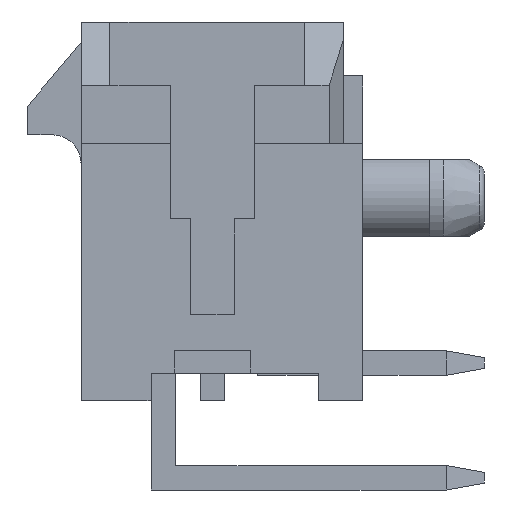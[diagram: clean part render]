
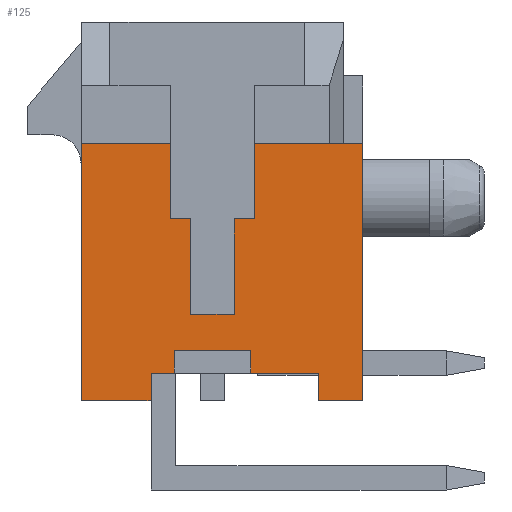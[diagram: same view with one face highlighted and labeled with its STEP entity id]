
A CAD part, left-side view. The second image highlights one B-rep face of the part: STEP entity #125.
In plain terms, the highlighted planar face has unit normal (-1, 0, 0).
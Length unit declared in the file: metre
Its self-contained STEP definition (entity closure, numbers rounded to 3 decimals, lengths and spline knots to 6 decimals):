
#125 = ADVANCED_FACE( '', ( #476 ), #477, .T. );
#476 = FACE_OUTER_BOUND( '', #1027, .T. );
#477 = PLANE( '', #1028 );
#1027 = EDGE_LOOP( '', ( #2038, #2039, #2040, #2041, #2042, #2043, #2044, #2045, #2046, #2047, #2048, #2049, #2050, #2051, #2052, #2053, #2054, #2055, #2056, #2057 ) );
#1028 = AXIS2_PLACEMENT_3D( '', #2058, #2059, #2060 );
#2038 = ORIENTED_EDGE( '', *, *, #3922, .F. );
#2039 = ORIENTED_EDGE( '', *, *, #3973, .T. );
#2040 = ORIENTED_EDGE( '', *, *, #3946, .T. );
#2041 = ORIENTED_EDGE( '', *, *, #3974, .F. );
#2042 = ORIENTED_EDGE( '', *, *, #3646, .T. );
#2043 = ORIENTED_EDGE( '', *, *, #3736, .T. );
#2044 = ORIENTED_EDGE( '', *, *, #3975, .T. );
#2045 = ORIENTED_EDGE( '', *, *, #3976, .T. );
#2046 = ORIENTED_EDGE( '', *, *, #3977, .T. );
#2047 = ORIENTED_EDGE( '', *, *, #3748, .T. );
#2048 = ORIENTED_EDGE( '', *, *, #3978, .F. );
#2049 = ORIENTED_EDGE( '', *, *, #3979, .F. );
#2050 = ORIENTED_EDGE( '', *, *, #3980, .F. );
#2051 = ORIENTED_EDGE( '', *, *, #3981, .T. );
#2052 = ORIENTED_EDGE( '', *, *, #3982, .T. );
#2053 = ORIENTED_EDGE( '', *, *, #3836, .F. );
#2054 = ORIENTED_EDGE( '', *, *, #3983, .T. );
#2055 = ORIENTED_EDGE( '', *, *, #3984, .T. );
#2056 = ORIENTED_EDGE( '', *, *, #3985, .T. );
#2057 = ORIENTED_EDGE( '', *, *, #3832, .F. );
#2058 = CARTESIAN_POINT( '', ( -0.005075, 0.003435, -0.00496 ) );
#2059 = DIRECTION( '', ( -1., 0., 0. ) );
#2060 = DIRECTION( '', ( 0., 0., 1. ) );
#3646 = EDGE_CURVE( '', #4355, #4353, #4356, .T. );
#3736 = EDGE_CURVE( '', #4353, #4529, #4531, .T. );
#3748 = EDGE_CURVE( '', #4553, #4551, #4554, .T. );
#3832 = EDGE_CURVE( '', #4704, #4706, #4707, .T. );
#3836 = EDGE_CURVE( '', #4712, #4714, #4715, .T. );
#3922 = EDGE_CURVE( '', #4869, #4704, #4872, .T. );
#3946 = EDGE_CURVE( '', #4913, #4911, #4914, .T. );
#3973 = EDGE_CURVE( '', #4869, #4913, #4959, .T. );
#3974 = EDGE_CURVE( '', #4355, #4911, #4960, .T. );
#3975 = EDGE_CURVE( '', #4529, #4961, #4962, .T. );
#3976 = EDGE_CURVE( '', #4961, #4963, #4964, .T. );
#3977 = EDGE_CURVE( '', #4963, #4553, #4965, .T. );
#3978 = EDGE_CURVE( '', #4966, #4551, #4967, .T. );
#3979 = EDGE_CURVE( '', #4968, #4966, #4969, .T. );
#3980 = EDGE_CURVE( '', #4970, #4968, #4971, .T. );
#3981 = EDGE_CURVE( '', #4970, #4972, #4973, .T. );
#3982 = EDGE_CURVE( '', #4972, #4714, #4974, .T. );
#3983 = EDGE_CURVE( '', #4712, #4975, #4976, .T. );
#3984 = EDGE_CURVE( '', #4975, #4977, #4978, .T. );
#3985 = EDGE_CURVE( '', #4977, #4706, #4979, .T. );
#4353 = VERTEX_POINT( '', #5505 );
#4355 = VERTEX_POINT( '', #5508 );
#4356 = LINE( '', #5509, #5510 );
#4529 = VERTEX_POINT( '', #5783 );
#4531 = LINE( '', #5786, #5787 );
#4551 = VERTEX_POINT( '', #5817 );
#4553 = VERTEX_POINT( '', #5820 );
#4554 = LINE( '', #5821, #5822 );
#4704 = VERTEX_POINT( '', #6057 );
#4706 = VERTEX_POINT( '', #6060 );
#4707 = LINE( '', #6061, #6062 );
#4712 = VERTEX_POINT( '', #6069 );
#4714 = VERTEX_POINT( '', #6072 );
#4715 = LINE( '', #6073, #6074 );
#4869 = VERTEX_POINT( '', #6337 );
#4872 = LINE( '', #6341, #6342 );
#4911 = VERTEX_POINT( '', #6403 );
#4913 = VERTEX_POINT( '', #6406 );
#4914 = LINE( '', #6407, #6408 );
#4959 = LINE( '', #6485, #6486 );
#4960 = LINE( '', #6487, #6488 );
#4961 = VERTEX_POINT( '', #6489 );
#4962 = LINE( '', #6490, #6491 );
#4963 = VERTEX_POINT( '', #6492 );
#4964 = LINE( '', #6493, #6494 );
#4965 = LINE( '', #6495, #6496 );
#4966 = VERTEX_POINT( '', #6497 );
#4967 = LINE( '', #6498, #6499 );
#4968 = VERTEX_POINT( '', #6500 );
#4969 = LINE( '', #6501, #6502 );
#4970 = VERTEX_POINT( '', #6503 );
#4971 = LINE( '', #6504, #6505 );
#4972 = VERTEX_POINT( '', #6506 );
#4973 = LINE( '', #6507, #6508 );
#4974 = LINE( '', #6509, #6510 );
#4975 = VERTEX_POINT( '', #6511 );
#4976 = LINE( '', #6512, #6513 );
#4977 = VERTEX_POINT( '', #6514 );
#4978 = LINE( '', #6515, #6516 );
#4979 = LINE( '', #6517, #6518 );
#5505 = CARTESIAN_POINT( '', ( -0.005075, -0.0011, -0.0002 ) );
#5508 = CARTESIAN_POINT( '', ( -0.005075, -0.0011, 0.00178 ) );
#5509 = CARTESIAN_POINT( '', ( -0.005075, -0.0011, 0.00178 ) );
#5510 = VECTOR( '', #7423, 1. );
#5783 = CARTESIAN_POINT( '', ( -0.005075, -0.000575, -0.0002 ) );
#5786 = CARTESIAN_POINT( '', ( -0.005075, -0.0011, -0.0002 ) );
#5787 = VECTOR( '', #7522, 1. );
#5817 = CARTESIAN_POINT( '', ( -0.005075, 0.0011, -0.0002 ) );
#5820 = CARTESIAN_POINT( '', ( -0.005075, 0.000575, -0.0002 ) );
#5821 = CARTESIAN_POINT( '', ( -0.005075, 0.000575, -0.0002 ) );
#5822 = VECTOR( '', #7531, 1. );
#6057 = CARTESIAN_POINT( '', ( -0.005075, -0.002775, -0.004235 ) );
#6060 = CARTESIAN_POINT( '', ( -0.005075, -0.001, -0.004235 ) );
#6061 = CARTESIAN_POINT( '', ( -0.005075, -0.002775, -0.004235 ) );
#6062 = VECTOR( '', #7619, 1. );
#6069 = CARTESIAN_POINT( '', ( -0.005075, 0.001, -0.004235 ) );
#6072 = CARTESIAN_POINT( '', ( -0.005075, 0.001605, -0.004235 ) );
#6073 = CARTESIAN_POINT( '', ( -0.005075, 0.001, -0.004235 ) );
#6074 = VECTOR( '', #7623, 1. );
#6337 = CARTESIAN_POINT( '', ( -0.005075, -0.002775, -0.00496 ) );
#6341 = CARTESIAN_POINT( '', ( -0.005075, -0.002775, -0.00496 ) );
#6342 = VECTOR( '', #7710, 1. );
#6403 = CARTESIAN_POINT( '', ( -0.005075, -0.003935, 0.00178 ) );
#6406 = CARTESIAN_POINT( '', ( -0.005075, -0.003935, -0.00496 ) );
#6407 = CARTESIAN_POINT( '', ( -0.005075, -0.003935, -0.00496 ) );
#6408 = VECTOR( '', #7734, 1. );
#6485 = CARTESIAN_POINT( '', ( -0.005075, -0.002775, -0.00496 ) );
#6486 = VECTOR( '', #7759, 1. );
#6487 = CARTESIAN_POINT( '', ( -0.005075, -0.0011, 0.00178 ) );
#6488 = VECTOR( '', #7760, 1. );
#6489 = CARTESIAN_POINT( '', ( -0.005075, -0.000575, -0.0027 ) );
#6490 = CARTESIAN_POINT( '', ( -0.005075, -0.000575, -0.0002 ) );
#6491 = VECTOR( '', #7761, 1. );
#6492 = CARTESIAN_POINT( '', ( -0.005075, 0.000575, -0.0027 ) );
#6493 = CARTESIAN_POINT( '', ( -0.005075, -0.000575, -0.0027 ) );
#6494 = VECTOR( '', #7762, 1. );
#6495 = CARTESIAN_POINT( '', ( -0.005075, 0.000575, -0.0027 ) );
#6496 = VECTOR( '', #7763, 1. );
#6497 = CARTESIAN_POINT( '', ( -0.005075, 0.0011, 0.00178 ) );
#6498 = CARTESIAN_POINT( '', ( -0.005075, 0.0011, 0.00178 ) );
#6499 = VECTOR( '', #7764, 1. );
#6500 = CARTESIAN_POINT( '', ( -0.005075, 0.003435, 0.00178 ) );
#6501 = CARTESIAN_POINT( '', ( -0.005075, 0.003435, 0.00178 ) );
#6502 = VECTOR( '', #7765, 1. );
#6503 = CARTESIAN_POINT( '', ( -0.005075, 0.003435, -0.00496 ) );
#6504 = CARTESIAN_POINT( '', ( -0.005075, 0.003435, -0.00496 ) );
#6505 = VECTOR( '', #7766, 1. );
#6506 = CARTESIAN_POINT( '', ( -0.005075, 0.001605, -0.00496 ) );
#6507 = CARTESIAN_POINT( '', ( -0.005075, 0.003435, -0.00496 ) );
#6508 = VECTOR( '', #7767, 1. );
#6509 = CARTESIAN_POINT( '', ( -0.005075, 0.001605, -0.00496 ) );
#6510 = VECTOR( '', #7768, 1. );
#6511 = CARTESIAN_POINT( '', ( -0.005075, 0.001, -0.003635 ) );
#6512 = CARTESIAN_POINT( '', ( -0.005075, 0.001, -0.004235 ) );
#6513 = VECTOR( '', #7769, 1. );
#6514 = CARTESIAN_POINT( '', ( -0.005075, -0.001, -0.003635 ) );
#6515 = CARTESIAN_POINT( '', ( -0.005075, 0.001, -0.003635 ) );
#6516 = VECTOR( '', #7770, 1. );
#6517 = CARTESIAN_POINT( '', ( -0.005075, -0.001, -0.003635 ) );
#6518 = VECTOR( '', #7771, 1. );
#7423 = DIRECTION( '', ( 0., 0., -1. ) );
#7522 = DIRECTION( '', ( 0., 1., 0. ) );
#7531 = DIRECTION( '', ( 0., 1., 0. ) );
#7619 = DIRECTION( '', ( 0., 1., 0. ) );
#7623 = DIRECTION( '', ( 0., 1., 0. ) );
#7710 = DIRECTION( '', ( 0., 0., 1. ) );
#7734 = DIRECTION( '', ( 0., 0., 1. ) );
#7759 = DIRECTION( '', ( 0., -1., 0. ) );
#7760 = DIRECTION( '', ( 0., -1., 0. ) );
#7761 = DIRECTION( '', ( 0., 0., -1. ) );
#7762 = DIRECTION( '', ( 0., 1., 0. ) );
#7763 = DIRECTION( '', ( 0., 0., 1. ) );
#7764 = DIRECTION( '', ( 0., 0., -1. ) );
#7765 = DIRECTION( '', ( 0., -1., 0. ) );
#7766 = DIRECTION( '', ( 0., 0., 1. ) );
#7767 = DIRECTION( '', ( 0., -1., 0. ) );
#7768 = DIRECTION( '', ( 0., 0., 1. ) );
#7769 = DIRECTION( '', ( 0., 0., 1. ) );
#7770 = DIRECTION( '', ( 0., -1., 0. ) );
#7771 = DIRECTION( '', ( 0., 0., -1. ) );
